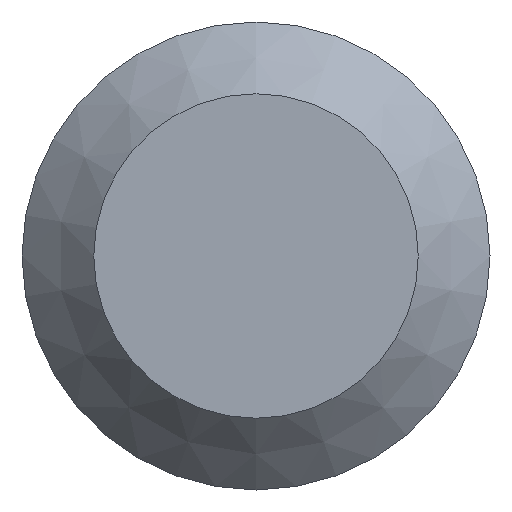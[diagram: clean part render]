
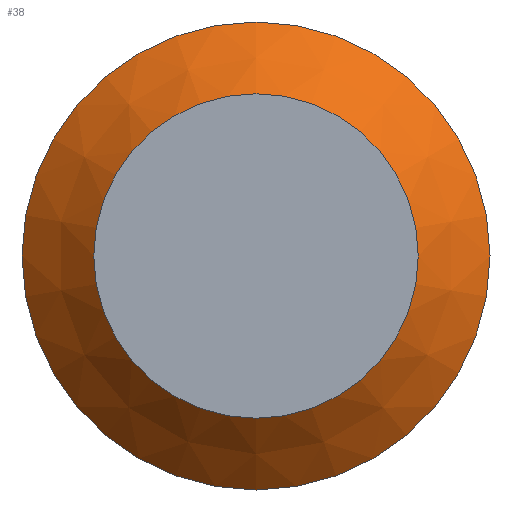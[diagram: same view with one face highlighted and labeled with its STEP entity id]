
A CAD part, left-side view. The second image highlights one B-rep face of the part: STEP entity #38.
In plain terms, the highlighted conical face has half-angle 45 degrees and reference radius 10.4 mm.
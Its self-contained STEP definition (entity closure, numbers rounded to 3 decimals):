
#38 = ADVANCED_FACE( '', ( #79, #80 ), #81, .T. );
#79 = FACE_OUTER_BOUND( '', #124, .T. );
#80 = FACE_BOUND( '', #125, .T. );
#81 = CONICAL_SURFACE( '', #126, 10.4, 0.785 );
#124 = EDGE_LOOP( '', ( #167 ) );
#125 = EDGE_LOOP( '', ( #168 ) );
#126 = AXIS2_PLACEMENT_3D( '', #169, #170, #171 );
#167 = ORIENTED_EDGE( '', *, *, #216, .F. );
#168 = ORIENTED_EDGE( '', *, *, #218, .T. );
#169 = CARTESIAN_POINT( '', ( 0., 0., 0. ) );
#170 = DIRECTION( '', ( 1., 0., 0. ) );
#171 = DIRECTION( '', ( 0., 0., -1. ) );
#216 = EDGE_CURVE( '', #237, #237, #238, .T. );
#218 = EDGE_CURVE( '', #240, #240, #241, .T. );
#237 = VERTEX_POINT( '', #265 );
#238 = CIRCLE( '', #266, 15. );
#240 = VERTEX_POINT( '', #268 );
#241 = CIRCLE( '', #269, 10.4 );
#265 = CARTESIAN_POINT( '', ( 4.6, 0., -15. ) );
#266 = AXIS2_PLACEMENT_3D( '', #293, #294, #295 );
#268 = CARTESIAN_POINT( '', ( 0., 0., -10.4 ) );
#269 = AXIS2_PLACEMENT_3D( '', #296, #297, #298 );
#293 = CARTESIAN_POINT( '', ( 4.6, 0., 0. ) );
#294 = DIRECTION( '', ( 1., 0., 0. ) );
#295 = DIRECTION( '', ( 0., 0., -1. ) );
#296 = CARTESIAN_POINT( '', ( 0., 0., 0. ) );
#297 = DIRECTION( '', ( 1., 0., 0. ) );
#298 = DIRECTION( '', ( 0., 0., -1. ) );
